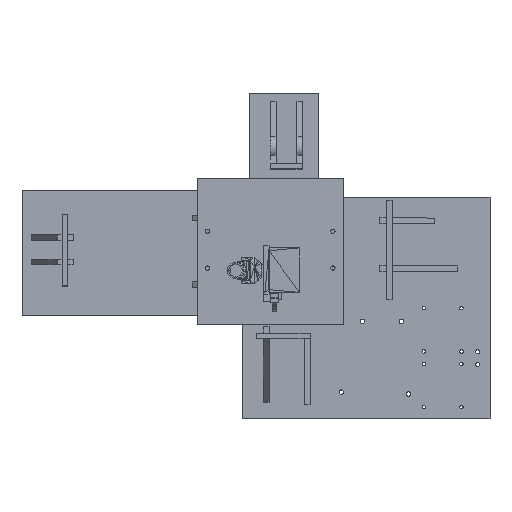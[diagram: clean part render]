
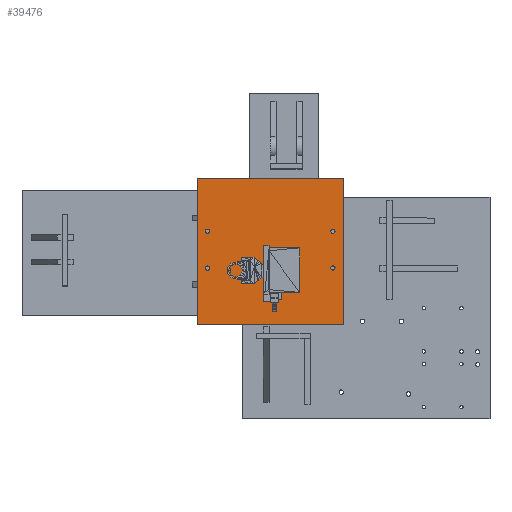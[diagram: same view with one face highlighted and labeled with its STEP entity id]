
A CAD part, top view. The second image highlights one B-rep face of the part: STEP entity #39476.
In plain terms, the highlighted planar face has unit normal (0, 0, 1).
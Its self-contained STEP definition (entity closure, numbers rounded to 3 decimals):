
#542=FACE_BOUND('',#6166,.T.);
#543=FACE_BOUND('',#6167,.T.);
#544=FACE_BOUND('',#6168,.T.);
#545=FACE_BOUND('',#6169,.T.);
#955=CIRCLE('',#42592,1.5);
#957=CIRCLE('',#42595,1.5);
#959=CIRCLE('',#42598,1.5);
#961=CIRCLE('',#42601,1.5);
#3453=FACE_OUTER_BOUND('',#6165,.T.);
#6165=EDGE_LOOP('',(#34568,#34569,#34570,#34571));
#6166=EDGE_LOOP('',(#34572));
#6167=EDGE_LOOP('',(#34573));
#6168=EDGE_LOOP('',(#34574));
#6169=EDGE_LOOP('',(#34575));
#10996=LINE('',#64049,#15832);
#11002=LINE('',#64060,#15838);
#11005=LINE('',#64067,#15841);
#11006=LINE('',#64068,#15842);
#15832=VECTOR('',#53396,10.);
#15838=VECTOR('',#53404,10.);
#15841=VECTOR('',#53411,10.);
#15842=VECTOR('',#53412,10.);
#18642=VERTEX_POINT('',#64025);
#18644=VERTEX_POINT('',#64031);
#18646=VERTEX_POINT('',#64037);
#18648=VERTEX_POINT('',#64043);
#18649=VERTEX_POINT('',#64047);
#18650=VERTEX_POINT('',#64048);
#18654=VERTEX_POINT('',#64058);
#18656=VERTEX_POINT('',#64066);
#23944=EDGE_CURVE('',#18642,#18642,#955,.T.);
#23947=EDGE_CURVE('',#18644,#18644,#957,.T.);
#23950=EDGE_CURVE('',#18646,#18646,#959,.T.);
#23953=EDGE_CURVE('',#18648,#18648,#961,.T.);
#23954=EDGE_CURVE('',#18649,#18650,#10996,.T.);
#23960=EDGE_CURVE('',#18654,#18650,#11002,.T.);
#23963=EDGE_CURVE('',#18654,#18656,#11005,.T.);
#23964=EDGE_CURVE('',#18649,#18656,#11006,.T.);
#34568=ORIENTED_EDGE('',*,*,#23954,.T.);
#34569=ORIENTED_EDGE('',*,*,#23960,.F.);
#34570=ORIENTED_EDGE('',*,*,#23963,.T.);
#34571=ORIENTED_EDGE('',*,*,#23964,.F.);
#34572=ORIENTED_EDGE('',*,*,#23944,.T.);
#34573=ORIENTED_EDGE('',*,*,#23947,.T.);
#34574=ORIENTED_EDGE('',*,*,#23950,.T.);
#34575=ORIENTED_EDGE('',*,*,#23953,.T.);
#36982=PLANE('',#42605);
#39476=ADVANCED_FACE('',(#3453,#542,#543,#544,#545),#36982,.T.);
#42592=AXIS2_PLACEMENT_3D('',#64027,#53371,#53372);
#42595=AXIS2_PLACEMENT_3D('',#64033,#53378,#53379);
#42598=AXIS2_PLACEMENT_3D('',#64039,#53385,#53386);
#42601=AXIS2_PLACEMENT_3D('',#64045,#53392,#53393);
#42605=AXIS2_PLACEMENT_3D('',#64065,#53409,#53410);
#53371=DIRECTION('center_axis',(0.,0.,-1.));
#53372=DIRECTION('ref_axis',(1.,0.,0.));
#53378=DIRECTION('center_axis',(0.,0.,-1.));
#53379=DIRECTION('ref_axis',(1.,0.,0.));
#53385=DIRECTION('center_axis',(0.,0.,-1.));
#53386=DIRECTION('ref_axis',(1.,0.,0.));
#53392=DIRECTION('center_axis',(0.,0.,-1.));
#53393=DIRECTION('ref_axis',(1.,0.,0.));
#53396=DIRECTION('',(0.,-1.,0.));
#53404=DIRECTION('',(-1.,0.,0.));
#53409=DIRECTION('center_axis',(0.,0.,1.));
#53410=DIRECTION('ref_axis',(0.,-1.,0.));
#53411=DIRECTION('',(0.,1.,0.));
#53412=DIRECTION('',(1.,0.,0.));
#64025=CARTESIAN_POINT('',(138.737,0.739,41.51));
#64027=CARTESIAN_POINT('Origin',(140.237,0.739,41.51));
#64031=CARTESIAN_POINT('',(138.737,-25.661,41.51));
#64033=CARTESIAN_POINT('Origin',(140.237,-25.661,41.51));
#64037=CARTESIAN_POINT('',(48.737,0.656,41.51));
#64039=CARTESIAN_POINT('Origin',(50.237,0.656,41.51));
#64043=CARTESIAN_POINT('',(48.737,-25.744,41.51));
#64045=CARTESIAN_POINT('Origin',(50.237,-25.744,41.51));
#64047=CARTESIAN_POINT('',(42.737,38.85,41.51));
#64048=CARTESIAN_POINT('',(42.737,-66.15,41.51));
#64049=CARTESIAN_POINT('',(42.737,18.85,41.51));
#64058=CARTESIAN_POINT('',(147.737,-66.15,41.51));
#64060=CARTESIAN_POINT('',(57.737,-66.15,41.51));
#64065=CARTESIAN_POINT('Origin',(87.737,-13.65,41.51));
#64066=CARTESIAN_POINT('',(147.737,38.85,41.51));
#64067=CARTESIAN_POINT('',(147.737,33.85,41.51));
#64068=CARTESIAN_POINT('',(117.737,38.85,41.51));
